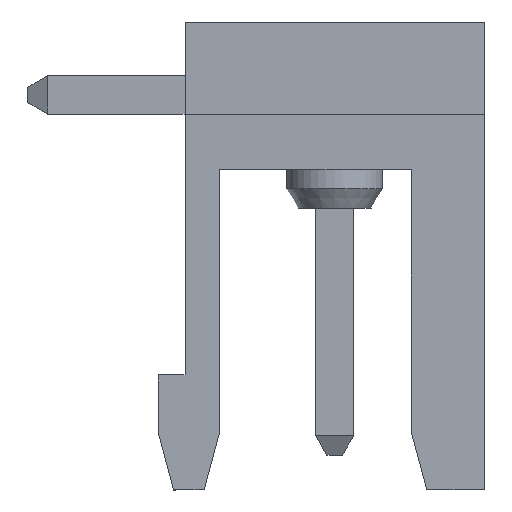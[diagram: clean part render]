
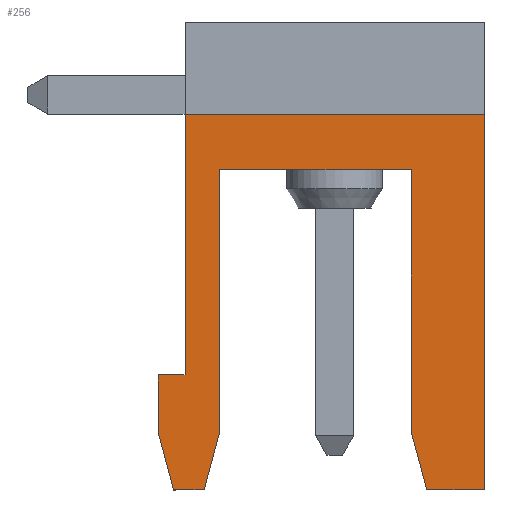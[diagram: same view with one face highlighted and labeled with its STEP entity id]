
A CAD part, front view. The second image highlights one B-rep face of the part: STEP entity #256.
In plain terms, the highlighted planar face has unit normal (0, -1, 0).
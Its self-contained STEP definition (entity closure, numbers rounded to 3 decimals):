
#256 = ADVANCED_FACE( '', ( #674 ), #675, .F. );
#674 = FACE_OUTER_BOUND( '', #1260, .T. );
#675 = PLANE( '', #1261 );
#1260 = EDGE_LOOP( '', ( #1980, #1981, #1982, #1983, #1984, #1985, #1986, #1987, #1988, #1989, #1990, #1991, #1992 ) );
#1261 = AXIS2_PLACEMENT_3D( '', #1993, #1994, #1995 );
#1980 = ORIENTED_EDGE( '', *, *, #3585, .F. );
#1981 = ORIENTED_EDGE( '', *, *, #3586, .T. );
#1982 = ORIENTED_EDGE( '', *, *, #3587, .F. );
#1983 = ORIENTED_EDGE( '', *, *, #3588, .F. );
#1984 = ORIENTED_EDGE( '', *, *, #3589, .F. );
#1985 = ORIENTED_EDGE( '', *, *, #3494, .F. );
#1986 = ORIENTED_EDGE( '', *, *, #3590, .F. );
#1987 = ORIENTED_EDGE( '', *, *, #3591, .F. );
#1988 = ORIENTED_EDGE( '', *, *, #3592, .F. );
#1989 = ORIENTED_EDGE( '', *, *, #3593, .F. );
#1990 = ORIENTED_EDGE( '', *, *, #3548, .F. );
#1991 = ORIENTED_EDGE( '', *, *, #3594, .T. );
#1992 = ORIENTED_EDGE( '', *, *, #3595, .T. );
#1993 = CARTESIAN_POINT( '', ( 409.301, 36.85, -9.8 ) );
#1994 = DIRECTION( '', ( 0., 1., 0. ) );
#1995 = DIRECTION( '', ( 1., 0., 0. ) );
#3494 = EDGE_CURVE( '', #4184, #4185, #4186, .T. );
#3548 = EDGE_CURVE( '', #4277, #4280, #4281, .T. );
#3585 = EDGE_CURVE( '', #4344, #4345, #4346, .T. );
#3586 = EDGE_CURVE( '', #4344, #4347, #4348, .T. );
#3587 = EDGE_CURVE( '', #4349, #4347, #4350, .T. );
#3588 = EDGE_CURVE( '', #4351, #4349, #4352, .T. );
#3589 = EDGE_CURVE( '', #4185, #4351, #4353, .T. );
#3590 = EDGE_CURVE( '', #4354, #4184, #4355, .T. );
#3591 = EDGE_CURVE( '', #4356, #4354, #4357, .T. );
#3592 = EDGE_CURVE( '', #4358, #4356, #4359, .T. );
#3593 = EDGE_CURVE( '', #4280, #4358, #4360, .T. );
#3594 = EDGE_CURVE( '', #4277, #4361, #4362, .T. );
#3595 = EDGE_CURVE( '', #4361, #4345, #4363, .T. );
#4184 = VERTEX_POINT( '', #5166 );
#4185 = VERTEX_POINT( '', #5167 );
#4186 = LINE( '', #5168, #5169 );
#4277 = VERTEX_POINT( '', #5303 );
#4280 = VERTEX_POINT( '', #5307 );
#4281 = LINE( '', #5308, #5309 );
#4344 = VERTEX_POINT( '', #5397 );
#4345 = VERTEX_POINT( '', #5398 );
#4346 = LINE( '', #5399, #5400 );
#4347 = VERTEX_POINT( '', #5401 );
#4348 = LINE( '', #5402, #5403 );
#4349 = VERTEX_POINT( '', #5404 );
#4350 = LINE( '', #5405, #5406 );
#4351 = VERTEX_POINT( '', #5407 );
#4352 = LINE( '', #5408, #5409 );
#4353 = LINE( '', #5410, #5411 );
#4354 = VERTEX_POINT( '', #5412 );
#4355 = LINE( '', #5413, #5414 );
#4356 = VERTEX_POINT( '', #5415 );
#4357 = LINE( '', #5416, #5417 );
#4358 = VERTEX_POINT( '', #5418 );
#4359 = LINE( '', #5419, #5420 );
#4360 = LINE( '', #5421, #5422 );
#4361 = VERTEX_POINT( '', #5423 );
#4362 = LINE( '', #5424, #5425 );
#4363 = LINE( '', #5426, #5427 );
#5166 = CARTESIAN_POINT( '', ( 410., 36.85, 0. ) );
#5167 = CARTESIAN_POINT( '', ( 417.801, 36.85, 0. ) );
#5168 = CARTESIAN_POINT( '', ( 417.801, 36.85, 0. ) );
#5169 = VECTOR( '', #6469, 1000. );
#5303 = CARTESIAN_POINT( '', ( 410.501, 36.85, -9.8 ) );
#5307 = CARTESIAN_POINT( '', ( 409.701, 36.85, -9.8 ) );
#5308 = CARTESIAN_POINT( '', ( 416.303, 36.85, -9.8 ) );
#5309 = VECTOR( '', #6517, 1000. );
#5397 = CARTESIAN_POINT( '', ( 415.901, 36.85, -1.45 ) );
#5398 = CARTESIAN_POINT( '', ( 410.901, 36.85, -1.45 ) );
#5399 = CARTESIAN_POINT( '', ( 409.301, 36.85, -1.45 ) );
#5400 = VECTOR( '', #6552, 1000. );
#5401 = CARTESIAN_POINT( '', ( 415.901, 36.85, -8.3 ) );
#5402 = CARTESIAN_POINT( '', ( 415.901, 36.85, -9.8 ) );
#5403 = VECTOR( '', #6553, 1000. );
#5404 = CARTESIAN_POINT( '', ( 416.303, 36.85, -9.8 ) );
#5405 = CARTESIAN_POINT( '', ( 415.901, 36.85, -8.3 ) );
#5406 = VECTOR( '', #6554, 1000. );
#5407 = CARTESIAN_POINT( '', ( 417.801, 36.85, -9.8 ) );
#5408 = CARTESIAN_POINT( '', ( 416.303, 36.85, -9.8 ) );
#5409 = VECTOR( '', #6555, 1000. );
#5410 = CARTESIAN_POINT( '', ( 417.801, 36.85, -9.8 ) );
#5411 = VECTOR( '', #6556, 1000. );
#5412 = CARTESIAN_POINT( '', ( 410., 36.85, -6.8 ) );
#5413 = CARTESIAN_POINT( '', ( 410., 36.85, 0. ) );
#5414 = VECTOR( '', #6557, 1000. );
#5415 = CARTESIAN_POINT( '', ( 409.301, 36.85, -6.8 ) );
#5416 = CARTESIAN_POINT( '', ( 409.901, 36.85, -6.8 ) );
#5417 = VECTOR( '', #6558, 1000. );
#5418 = CARTESIAN_POINT( '', ( 409.301, 36.85, -8.307 ) );
#5419 = CARTESIAN_POINT( '', ( 409.301, 36.85, -6.8 ) );
#5420 = VECTOR( '', #6559, 1000. );
#5421 = CARTESIAN_POINT( '', ( 409.301, 36.85, -8.307 ) );
#5422 = VECTOR( '', #6560, 1000. );
#5423 = CARTESIAN_POINT( '', ( 410.901, 36.85, -8.307 ) );
#5424 = CARTESIAN_POINT( '', ( 410.42, 36.85, -10.1 ) );
#5425 = VECTOR( '', #6561, 1000. );
#5426 = CARTESIAN_POINT( '', ( 410.901, 36.85, -9.8 ) );
#5427 = VECTOR( '', #6562, 1000. );
#6469 = DIRECTION( '', ( 1., 0., 0. ) );
#6517 = DIRECTION( '', ( -1., 0., 0. ) );
#6552 = DIRECTION( '', ( -1., 0., 0. ) );
#6553 = DIRECTION( '', ( 0., 0., -1. ) );
#6554 = DIRECTION( '', ( -0.259, 0., 0.966 ) );
#6555 = DIRECTION( '', ( -1., 0., 0. ) );
#6556 = DIRECTION( '', ( 0., 0., -1. ) );
#6557 = DIRECTION( '', ( 0., 0., 1. ) );
#6558 = DIRECTION( '', ( 1., 0., 0. ) );
#6559 = DIRECTION( '', ( 0., 0., 1. ) );
#6560 = DIRECTION( '', ( -0.259, 0., 0.966 ) );
#6561 = DIRECTION( '', ( 0.259, 0., 0.966 ) );
#6562 = DIRECTION( '', ( 0., 0., 1. ) );
